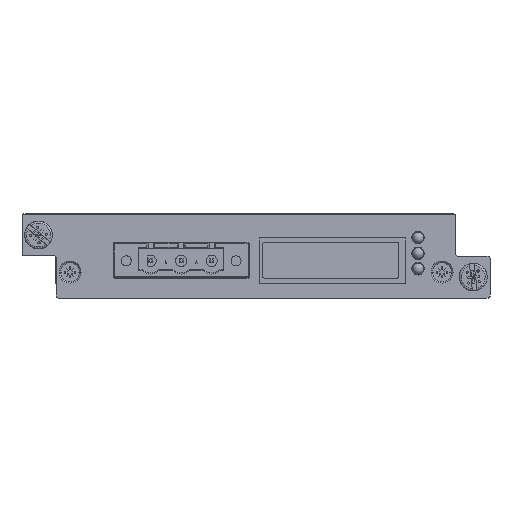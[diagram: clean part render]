
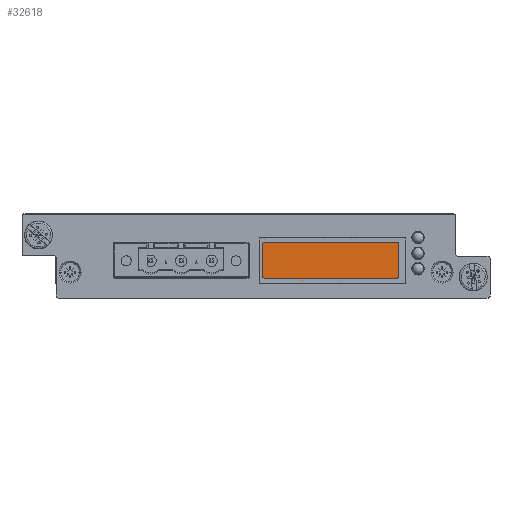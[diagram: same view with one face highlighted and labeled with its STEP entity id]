
A CAD part, left-side view. The second image highlights one B-rep face of the part: STEP entity #32618.
In plain terms, the highlighted face is planar.
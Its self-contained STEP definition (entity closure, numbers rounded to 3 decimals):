
#32309 = VERTEX_POINT('',#32310);
#32310 = CARTESIAN_POINT('',(60.448,23.888,2.));
#32319 = PLANE('',#32320);
#32320 = AXIS2_PLACEMENT_3D('',#32321,#32322,#32323);
#32321 = CARTESIAN_POINT('',(60.448,23.888,2.));
#32322 = DIRECTION('',(0.,-1.,0.));
#32323 = DIRECTION('',(1.,0.,0.));
#32331 = PLANE('',#32332);
#32332 = AXIS2_PLACEMENT_3D('',#32333,#32334,#32335);
#32333 = CARTESIAN_POINT('',(60.448,35.36,2.));
#32334 = DIRECTION('',(-1.,0.,0.));
#32335 = DIRECTION('',(0.,-1.,0.));
#32372 = VERTEX_POINT('',#32373);
#32373 = CARTESIAN_POINT('',(96.949,23.888,2.));
#32387 = PLANE('',#32388);
#32388 = AXIS2_PLACEMENT_3D('',#32389,#32390,#32391);
#32389 = CARTESIAN_POINT('',(96.949,23.888,2.));
#32390 = DIRECTION('',(1.,0.,-0.));
#32391 = DIRECTION('',(0.,1.,0.));
#32399 = EDGE_CURVE('',#32309,#32372,#32400,.T.);
#32400 = SURFACE_CURVE('',#32401,(#32405,#32412),.PCURVE_S1.);
#32401 = LINE('',#32402,#32403);
#32402 = CARTESIAN_POINT('',(60.448,23.888,2.));
#32403 = VECTOR('',#32404,1.);
#32404 = DIRECTION('',(1.,0.,0.));
#32405 = PCURVE('',#32319,#32406);
#32406 = DEFINITIONAL_REPRESENTATION('',(#32407),#32411);
#32407 = LINE('',#32408,#32409);
#32408 = CARTESIAN_POINT('',(0.,0.));
#32409 = VECTOR('',#32410,1.);
#32410 = DIRECTION('',(1.,0.));
#32411 = ( GEOMETRIC_REPRESENTATION_CONTEXT(2) 
PARAMETRIC_REPRESENTATION_CONTEXT() REPRESENTATION_CONTEXT('2D SPACE',''
  ) );
#32412 = PCURVE('',#32413,#32418);
#32413 = PLANE('',#32414);
#32414 = AXIS2_PLACEMENT_3D('',#32415,#32416,#32417);
#32415 = CARTESIAN_POINT('',(78.698,29.624,2.));
#32416 = DIRECTION('',(0.,0.,1.));
#32417 = DIRECTION('',(1.,0.,-0.));
#32418 = DEFINITIONAL_REPRESENTATION('',(#32419),#32423);
#32419 = LINE('',#32420,#32421);
#32420 = CARTESIAN_POINT('',(-18.25,-5.736));
#32421 = VECTOR('',#32422,1.);
#32422 = DIRECTION('',(1.,0.));
#32423 = ( GEOMETRIC_REPRESENTATION_CONTEXT(2) 
PARAMETRIC_REPRESENTATION_CONTEXT() REPRESENTATION_CONTEXT('2D SPACE',''
  ) );
#32453 = VERTEX_POINT('',#32454);
#32454 = CARTESIAN_POINT('',(96.949,35.36,2.));
#32468 = PLANE('',#32469);
#32469 = AXIS2_PLACEMENT_3D('',#32470,#32471,#32472);
#32470 = CARTESIAN_POINT('',(96.949,35.36,2.));
#32471 = DIRECTION('',(0.,1.,0.));
#32472 = DIRECTION('',(-1.,0.,0.));
#32480 = EDGE_CURVE('',#32372,#32453,#32481,.T.);
#32481 = SURFACE_CURVE('',#32482,(#32486,#32493),.PCURVE_S1.);
#32482 = LINE('',#32483,#32484);
#32483 = CARTESIAN_POINT('',(96.949,23.888,2.));
#32484 = VECTOR('',#32485,1.);
#32485 = DIRECTION('',(0.,1.,0.));
#32486 = PCURVE('',#32387,#32487);
#32487 = DEFINITIONAL_REPRESENTATION('',(#32488),#32492);
#32488 = LINE('',#32489,#32490);
#32489 = CARTESIAN_POINT('',(0.,0.));
#32490 = VECTOR('',#32491,1.);
#32491 = DIRECTION('',(1.,0.));
#32492 = ( GEOMETRIC_REPRESENTATION_CONTEXT(2) 
PARAMETRIC_REPRESENTATION_CONTEXT() REPRESENTATION_CONTEXT('2D SPACE',''
  ) );
#32493 = PCURVE('',#32413,#32494);
#32494 = DEFINITIONAL_REPRESENTATION('',(#32495),#32499);
#32495 = LINE('',#32496,#32497);
#32496 = CARTESIAN_POINT('',(18.25,-5.736));
#32497 = VECTOR('',#32498,1.);
#32498 = DIRECTION('',(0.,1.));
#32499 = ( GEOMETRIC_REPRESENTATION_CONTEXT(2) 
PARAMETRIC_REPRESENTATION_CONTEXT() REPRESENTATION_CONTEXT('2D SPACE',''
  ) );
#32529 = VERTEX_POINT('',#32530);
#32530 = CARTESIAN_POINT('',(60.448,35.36,2.));
#32551 = EDGE_CURVE('',#32453,#32529,#32552,.T.);
#32552 = SURFACE_CURVE('',#32553,(#32557,#32564),.PCURVE_S1.);
#32553 = LINE('',#32554,#32555);
#32554 = CARTESIAN_POINT('',(96.949,35.36,2.));
#32555 = VECTOR('',#32556,1.);
#32556 = DIRECTION('',(-1.,0.,0.));
#32557 = PCURVE('',#32468,#32558);
#32558 = DEFINITIONAL_REPRESENTATION('',(#32559),#32563);
#32559 = LINE('',#32560,#32561);
#32560 = CARTESIAN_POINT('',(0.,0.));
#32561 = VECTOR('',#32562,1.);
#32562 = DIRECTION('',(1.,0.));
#32563 = ( GEOMETRIC_REPRESENTATION_CONTEXT(2) 
PARAMETRIC_REPRESENTATION_CONTEXT() REPRESENTATION_CONTEXT('2D SPACE',''
  ) );
#32564 = PCURVE('',#32413,#32565);
#32565 = DEFINITIONAL_REPRESENTATION('',(#32566),#32570);
#32566 = LINE('',#32567,#32568);
#32567 = CARTESIAN_POINT('',(18.25,5.736));
#32568 = VECTOR('',#32569,1.);
#32569 = DIRECTION('',(-1.,0.));
#32570 = ( GEOMETRIC_REPRESENTATION_CONTEXT(2) 
PARAMETRIC_REPRESENTATION_CONTEXT() REPRESENTATION_CONTEXT('2D SPACE',''
  ) );
#32598 = EDGE_CURVE('',#32529,#32309,#32599,.T.);
#32599 = SURFACE_CURVE('',#32600,(#32604,#32611),.PCURVE_S1.);
#32600 = LINE('',#32601,#32602);
#32601 = CARTESIAN_POINT('',(60.448,35.36,2.));
#32602 = VECTOR('',#32603,1.);
#32603 = DIRECTION('',(0.,-1.,0.));
#32604 = PCURVE('',#32331,#32605);
#32605 = DEFINITIONAL_REPRESENTATION('',(#32606),#32610);
#32606 = LINE('',#32607,#32608);
#32607 = CARTESIAN_POINT('',(0.,0.));
#32608 = VECTOR('',#32609,1.);
#32609 = DIRECTION('',(1.,0.));
#32610 = ( GEOMETRIC_REPRESENTATION_CONTEXT(2) 
PARAMETRIC_REPRESENTATION_CONTEXT() REPRESENTATION_CONTEXT('2D SPACE',''
  ) );
#32611 = PCURVE('',#32413,#32612);
#32612 = DEFINITIONAL_REPRESENTATION('',(#32613),#32617);
#32613 = LINE('',#32614,#32615);
#32614 = CARTESIAN_POINT('',(-18.25,5.736));
#32615 = VECTOR('',#32616,1.);
#32616 = DIRECTION('',(0.,-1.));
#32617 = ( GEOMETRIC_REPRESENTATION_CONTEXT(2) 
PARAMETRIC_REPRESENTATION_CONTEXT() REPRESENTATION_CONTEXT('2D SPACE',''
  ) );
#32618 = ADVANCED_FACE('',(#32619),#32413,.T.);
#32619 = FACE_BOUND('',#32620,.T.);
#32620 = EDGE_LOOP('',(#32621,#32622,#32623,#32624));
#32621 = ORIENTED_EDGE('',*,*,#32399,.T.);
#32622 = ORIENTED_EDGE('',*,*,#32480,.T.);
#32623 = ORIENTED_EDGE('',*,*,#32551,.T.);
#32624 = ORIENTED_EDGE('',*,*,#32598,.T.);
